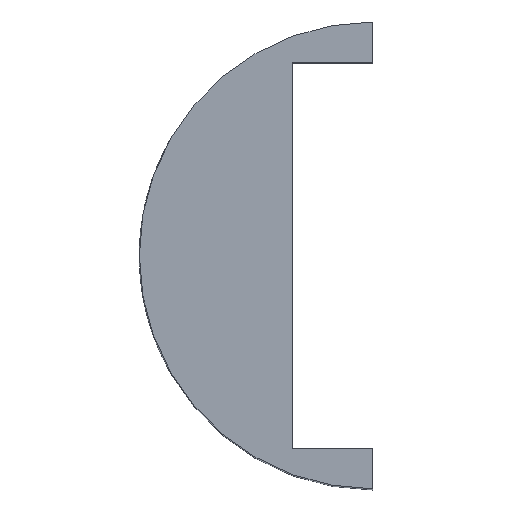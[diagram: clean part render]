
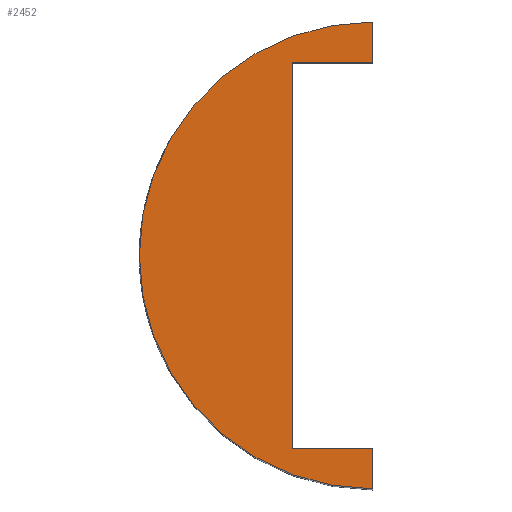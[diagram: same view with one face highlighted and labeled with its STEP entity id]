
A CAD part, top view. The second image highlights one B-rep face of the part: STEP entity #2452.
In plain terms, the highlighted planar face has unit normal (0, 0, 1).
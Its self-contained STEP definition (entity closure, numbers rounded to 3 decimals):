
#32=CIRCLE('',#2588,17.5);
#275=FACE_OUTER_BOUND('',#428,.T.);
#428=EDGE_LOOP('',(#2215,#2216,#2217,#2218,#2219,#2220));
#679=LINE('',#4077,#948);
#689=LINE('',#4244,#958);
#692=LINE('',#4248,#961);
#694=LINE('',#4254,#963);
#697=LINE('',#4260,#966);
#948=VECTOR('',#3008,10.);
#958=VECTOR('',#3062,10.);
#961=VECTOR('',#3067,10.);
#963=VECTOR('',#3073,10.);
#966=VECTOR('',#3078,10.);
#1172=VERTEX_POINT('',#4074);
#1173=VERTEX_POINT('',#4076);
#1192=VERTEX_POINT('',#4241);
#1193=VERTEX_POINT('',#4243);
#1195=VERTEX_POINT('',#4253);
#1197=VERTEX_POINT('',#4259);
#1503=EDGE_CURVE('',#1173,#1172,#679,.T.);
#1529=EDGE_CURVE('',#1193,#1192,#689,.T.);
#1532=EDGE_CURVE('',#1172,#1193,#692,.T.);
#1534=EDGE_CURVE('',#1195,#1173,#694,.T.);
#1537=EDGE_CURVE('',#1197,#1195,#697,.T.);
#1540=EDGE_CURVE('',#1192,#1197,#32,.T.);
#2215=ORIENTED_EDGE('',*,*,#1540,.T.);
#2216=ORIENTED_EDGE('',*,*,#1537,.T.);
#2217=ORIENTED_EDGE('',*,*,#1534,.T.);
#2218=ORIENTED_EDGE('',*,*,#1503,.T.);
#2219=ORIENTED_EDGE('',*,*,#1532,.T.);
#2220=ORIENTED_EDGE('',*,*,#1529,.T.);
#2321=PLANE('',#2589);
#2452=ADVANCED_FACE('',(#275),#2321,.T.);
#2588=AXIS2_PLACEMENT_3D('',#4264,#3084,#3085);
#2589=AXIS2_PLACEMENT_3D('',#4265,#3086,#3087);
#3008=DIRECTION('',(0.,1.,0.));
#3062=DIRECTION('',(0.,1.,0.));
#3067=DIRECTION('',(1.,0.,0.));
#3073=DIRECTION('',(-1.,0.,0.));
#3078=DIRECTION('',(0.,1.,0.));
#3084=DIRECTION('center_axis',(0.,0.,1.));
#3085=DIRECTION('ref_axis',(0.,1.,0.));
#3086=DIRECTION('center_axis',(0.,0.,1.));
#3087=DIRECTION('ref_axis',(1.,0.,0.));
#4074=CARTESIAN_POINT('',(-6.,14.5,50.));
#4076=CARTESIAN_POINT('',(-6.,-14.5,50.));
#4077=CARTESIAN_POINT('',(-6.,-14.5,50.));
#4241=CARTESIAN_POINT('',(0.,17.5,50.));
#4243=CARTESIAN_POINT('',(0.,14.5,50.));
#4244=CARTESIAN_POINT('',(0.,14.5,50.));
#4248=CARTESIAN_POINT('',(-6.,14.5,50.));
#4253=CARTESIAN_POINT('',(0.,-14.5,50.));
#4254=CARTESIAN_POINT('',(0.,-14.5,50.));
#4259=CARTESIAN_POINT('',(0.,-17.5,50.));
#4260=CARTESIAN_POINT('',(0.,-17.5,50.));
#4264=CARTESIAN_POINT('Origin',(0.,0.,50.));
#4265=CARTESIAN_POINT('Origin',(-7.586,0.,
50.));
